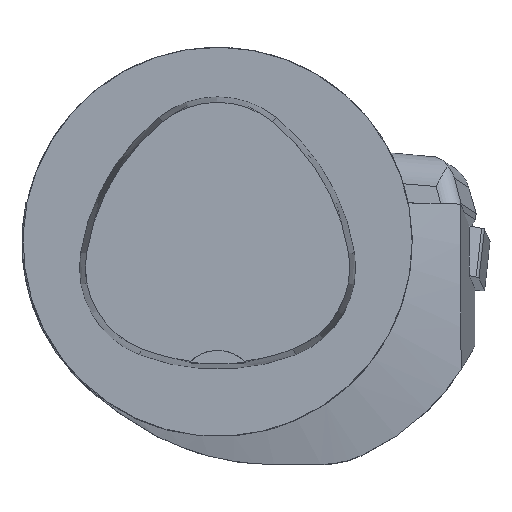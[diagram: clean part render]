
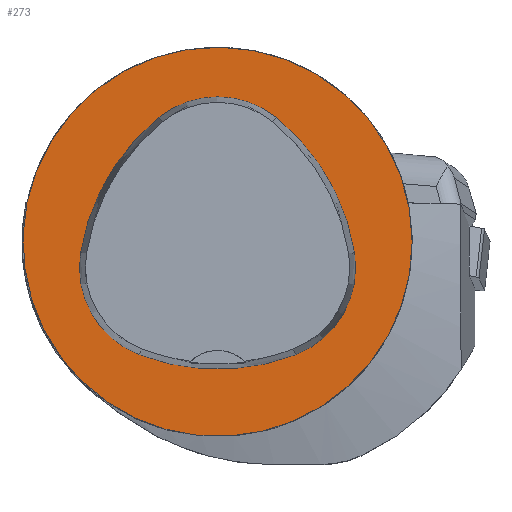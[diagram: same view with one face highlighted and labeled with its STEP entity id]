
A CAD part, top view. The second image highlights one B-rep face of the part: STEP entity #273.
In plain terms, the highlighted planar face has unit normal (0, 0, 1).
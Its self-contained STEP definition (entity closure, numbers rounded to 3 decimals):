
#273=ADVANCED_FACE('',(#690,#691),#349,.T.);
#349=PLANE('',#1882);
#690=FACE_BOUND('',#734,.T.);
#691=FACE_BOUND('',#735,.T.);
#734=EDGE_LOOP('',(#989,#990,#991,#992,#993,#994));
#735=EDGE_LOOP('',(#995));
#989=ORIENTED_EDGE('',*,*,#1566,.F.);
#990=ORIENTED_EDGE('',*,*,#1561,.F.);
#991=ORIENTED_EDGE('',*,*,#1556,.F.);
#992=ORIENTED_EDGE('',*,*,#1553,.F.);
#993=ORIENTED_EDGE('',*,*,#1550,.F.);
#994=ORIENTED_EDGE('',*,*,#1546,.F.);
#995=ORIENTED_EDGE('',*,*,#1525,.T.);
#1349=VERTEX_POINT('',#2723);
#1368=VERTEX_POINT('',#2815);
#1369=VERTEX_POINT('',#2816);
#1372=VERTEX_POINT('',#2824);
#1374=VERTEX_POINT('',#2830);
#1376=VERTEX_POINT('',#2836);
#1380=VERTEX_POINT('',#2849);
#1525=EDGE_CURVE('',#1349,#1349,#1686,.T.);
#1546=EDGE_CURVE('',#1368,#1369,#1689,.T.);
#1550=EDGE_CURVE('',#1369,#1372,#1691,.T.);
#1553=EDGE_CURVE('',#1372,#1374,#1693,.T.);
#1556=EDGE_CURVE('',#1374,#1376,#1695,.T.);
#1561=EDGE_CURVE('',#1376,#1380,#1698,.T.);
#1566=EDGE_CURVE('',#1380,#1368,#1701,.T.);
#1686=CIRCLE('',#1850,25.);
#1689=CIRCLE('',#1860,28.);
#1691=CIRCLE('',#1863,12.);
#1693=CIRCLE('',#1866,28.);
#1695=CIRCLE('',#1869,12.);
#1698=CIRCLE('',#1873,28.);
#1701=CIRCLE('',#1877,12.);
#1850=AXIS2_PLACEMENT_3D('',#2722,#2139,#2140);
#1860=AXIS2_PLACEMENT_3D('',#2814,#2163,#2164);
#1863=AXIS2_PLACEMENT_3D('',#2823,#2171,#2172);
#1866=AXIS2_PLACEMENT_3D('',#2829,#2178,#2179);
#1869=AXIS2_PLACEMENT_3D('',#2835,#2185,#2186);
#1873=AXIS2_PLACEMENT_3D('',#2848,#2194,#2195);
#1877=AXIS2_PLACEMENT_3D('',#2861,#2203,#2204);
#1882=AXIS2_PLACEMENT_3D('',#2866,#2213,#2214);
#2139=DIRECTION('',(0.,0.,1.));
#2140=DIRECTION('',(1.,0.,0.));
#2163=DIRECTION('',(0.,0.,1.));
#2164=DIRECTION('',(1.,0.,0.));
#2171=DIRECTION('',(0.,0.,1.));
#2172=DIRECTION('',(1.,0.,0.));
#2178=DIRECTION('',(0.,0.,1.));
#2179=DIRECTION('',(1.,0.,0.));
#2185=DIRECTION('',(0.,0.,1.));
#2186=DIRECTION('',(1.,0.,0.));
#2194=DIRECTION('',(0.,0.,1.));
#2195=DIRECTION('',(1.,0.,0.));
#2203=DIRECTION('',(0.,0.,1.));
#2204=DIRECTION('',(1.,0.,0.));
#2213=DIRECTION('',(0.,0.,1.));
#2214=DIRECTION('',(-1.,0.,0.));
#2722=CARTESIAN_POINT('',(0.,0.,0.));
#2723=CARTESIAN_POINT('',(25.,0.,0.));
#2814=CARTESIAN_POINT('',(-10.068,-5.824,0.));
#2815=CARTESIAN_POINT('',(17.584,-1.424,0.));
#2816=CARTESIAN_POINT('',(7.531,15.953,0.));
#2823=CARTESIAN_POINT('',(-0.011,6.62,0.));
#2824=CARTESIAN_POINT('',(-7.567,15.942,0.));
#2829=CARTESIAN_POINT('',(10.063,-5.81,0.));
#2830=CARTESIAN_POINT('',(-17.59,-1.418,0.));
#2835=CARTESIAN_POINT('',(-5.739,-3.3,0.));
#2836=CARTESIAN_POINT('',(-10.05,-14.499,0.));
#2848=CARTESIAN_POINT('',(0.01,11.631,0.));
#2849=CARTESIAN_POINT('',(10.025,-14.516,0.));
#2861=CARTESIAN_POINT('',(5.733,-3.31,0.));
#2866=CARTESIAN_POINT('',(0.,0.,0.));
